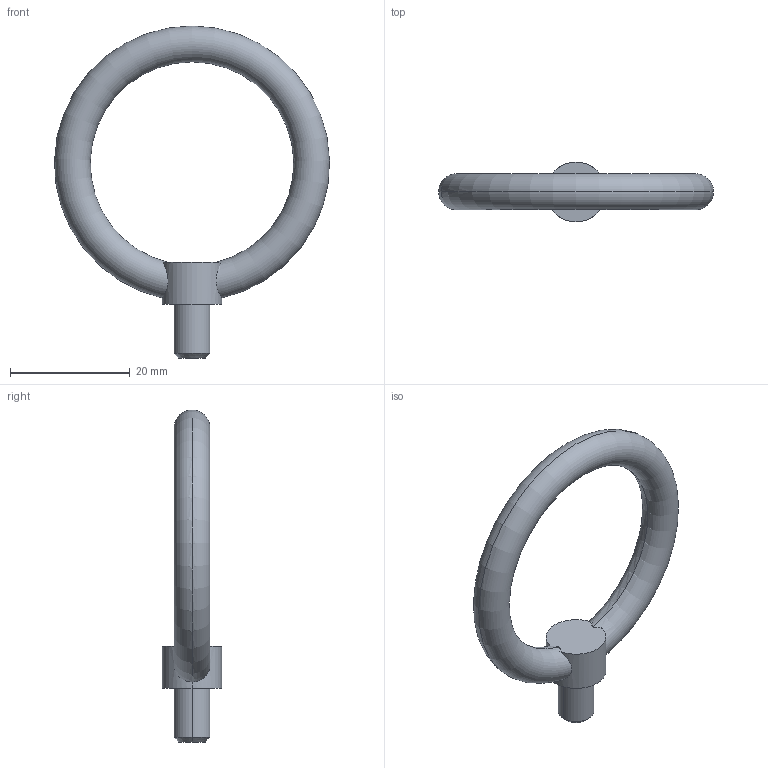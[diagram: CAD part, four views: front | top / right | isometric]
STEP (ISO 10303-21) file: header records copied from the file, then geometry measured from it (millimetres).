
FILE_DESCRIPTION(('Creo Elements/Direct Modeling STEP Export'),'2;1');
FILE_NAME('44.0500.3_Ringschraube_Ø34.stp','2022-03-21T 9:02:36',(''),(''),'PTC Creo Elements/Direct Modeling STEP processor for AP214 (Solid Model)','PTC Creo Elements/Direct Modeling 19.0C 15-Aug-2015 (C) Parametric Technology GmbH','');
FILE_SCHEMA(('AUTOMOTIVE_DESIGN { 1 0 10303 214 1 1 1 1 }'));
Length unit declared in the file: millimetre
Products named in the file (2): Ringschraube_Ø34_44.0500.3_PX175527
Assembly tree (1 placements, depth 2):
  Ringschraube_Ø34_44.0500.3_PX175527
    Ringschraube_Ø34_44.0500.3_PX175527
Bounding box: 45.99 x 10 x 55.5 mm (x, y, z)
Volume: 4080.1 mm3; surface area: 2673.6 mm2
Topology: 1 solids, 1 shells, 11 faces, 26 edges, 16 vertices
Faces by surface type: cylinder 4, plane 3, cone 2, torus 2
Entity records: 578 total; most frequent: CARTESIAN_POINT 244, ORIENTED_EDGE 52, DIRECTION 50, EDGE_CURVE 26, AXIS2_PLACEMENT_3D 22, VERTEX_POINT 16, EDGE_LOOP 12, FACE_OUTER_BOUND 11
